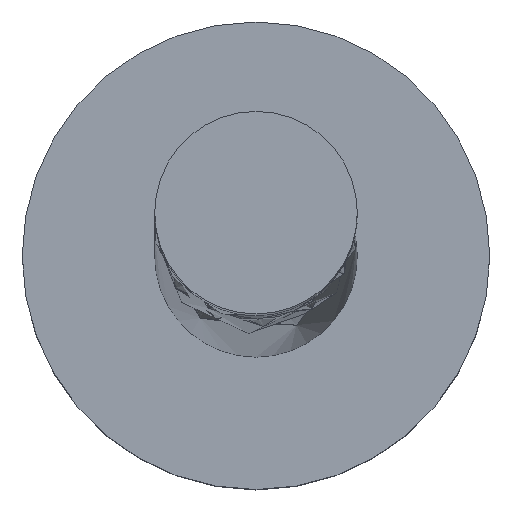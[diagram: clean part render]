
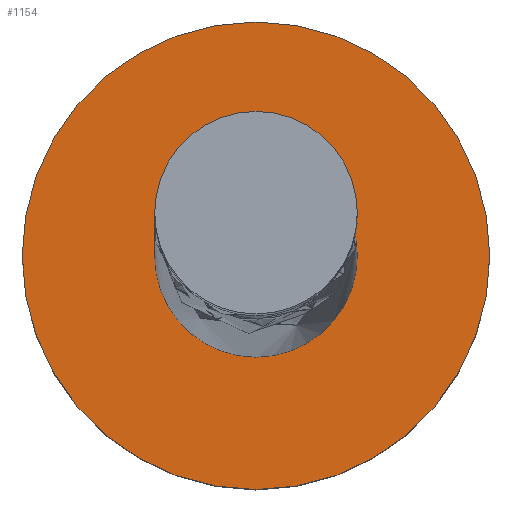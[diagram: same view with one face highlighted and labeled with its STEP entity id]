
A CAD part, top view. The second image highlights one B-rep face of the part: STEP entity #1154.
In plain terms, the highlighted planar face has unit normal (0, 0, 1).
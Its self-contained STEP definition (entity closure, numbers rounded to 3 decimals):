
#6 = ORIENTED_EDGE ( 'NONE', *, *, #1109, .F. ) ;
#10 = DIRECTION ( 'NONE',  ( 1., 0., 0. ) ) ;
#28 = VERTEX_POINT ( 'NONE', #1321 ) ;
#83 = ORIENTED_EDGE ( 'NONE', *, *, #644, .T. ) ;
#110 = DIRECTION ( 'NONE',  ( 0., 0., 1. ) ) ;
#114 = ORIENTED_EDGE ( 'NONE', *, *, #215, .T. ) ;
#118 = CARTESIAN_POINT ( 'NONE',  ( 0., 0., 1.5 ) ) ;
#126 = DIRECTION ( 'NONE',  ( 1., 0., 0. ) ) ;
#201 = PLANE ( 'NONE',  #1250 ) ;
#215 = EDGE_CURVE ( 'NONE', #1167, #746, #1085, .T. ) ;
#235 = CARTESIAN_POINT ( 'NONE',  ( -1.5, 0., 1.5 ) ) ;
#411 = CARTESIAN_POINT ( 'NONE',  ( 0., 0., 1.5 ) ) ;
#418 = CIRCLE ( 'NONE', #845, 1.5 ) ;
#425 = EDGE_CURVE ( 'NONE', #28, #1408, #1153, .T. ) ;
#472 = DIRECTION ( 'NONE',  ( 1., 0., 0. ) ) ;
#518 = AXIS2_PLACEMENT_3D ( 'NONE', #411, #1027, #907 ) ;
#520 = AXIS2_PLACEMENT_3D ( 'NONE', #118, #1197, #10 ) ;
#562 = DIRECTION ( 'NONE',  ( 0., 0., 1. ) ) ;
#605 = FACE_BOUND ( 'NONE', #734, .T. ) ;
#644 = EDGE_CURVE ( 'NONE', #746, #1167, #418, .T. ) ;
#734 = EDGE_LOOP ( 'NONE', ( #1259, #6 ) ) ;
#746 = VERTEX_POINT ( 'NONE', #1016 ) ;
#749 = DIRECTION ( 'NONE',  ( 0., 0., 1. ) ) ;
#793 = CIRCLE ( 'NONE', #520, 0.65 ) ;
#845 = AXIS2_PLACEMENT_3D ( 'NONE', #1398, #562, #1435 ) ;
#907 = DIRECTION ( 'NONE',  ( 1., 0., 0. ) ) ;
#974 = CARTESIAN_POINT ( 'NONE',  ( 0.65, 0., 1.5 ) ) ;
#1010 = AXIS2_PLACEMENT_3D ( 'NONE', #1100, #749, #126 ) ;
#1016 = CARTESIAN_POINT ( 'NONE',  ( 1.5, 0., 1.5 ) ) ;
#1027 = DIRECTION ( 'NONE',  ( 0., 0., 1. ) ) ;
#1056 = FACE_OUTER_BOUND ( 'NONE', #1513, .T. ) ;
#1085 = CIRCLE ( 'NONE', #1010, 1.5 ) ;
#1100 = CARTESIAN_POINT ( 'NONE',  ( 0., 0., 1.5 ) ) ;
#1109 = EDGE_CURVE ( 'NONE', #1408, #28, #793, .T. ) ;
#1153 = CIRCLE ( 'NONE', #518, 0.65 ) ;
#1154 = ADVANCED_FACE ( 'NONE', ( #605, #1056 ), #201, .T. ) ;
#1167 = VERTEX_POINT ( 'NONE', #235 ) ;
#1197 = DIRECTION ( 'NONE',  ( 0., 0., 1. ) ) ;
#1250 = AXIS2_PLACEMENT_3D ( 'NONE', #1295, #110, #472 ) ;
#1259 = ORIENTED_EDGE ( 'NONE', *, *, #425, .F. ) ;
#1295 = CARTESIAN_POINT ( 'NONE',  ( 0., 0., 1.5 ) ) ;
#1321 = CARTESIAN_POINT ( 'NONE',  ( -0.65, 0., 1.5 ) ) ;
#1398 = CARTESIAN_POINT ( 'NONE',  ( 0., 0., 1.5 ) ) ;
#1408 = VERTEX_POINT ( 'NONE', #974 ) ;
#1435 = DIRECTION ( 'NONE',  ( 1., 0., 0. ) ) ;
#1513 = EDGE_LOOP ( 'NONE', ( #114, #83 ) ) ;
